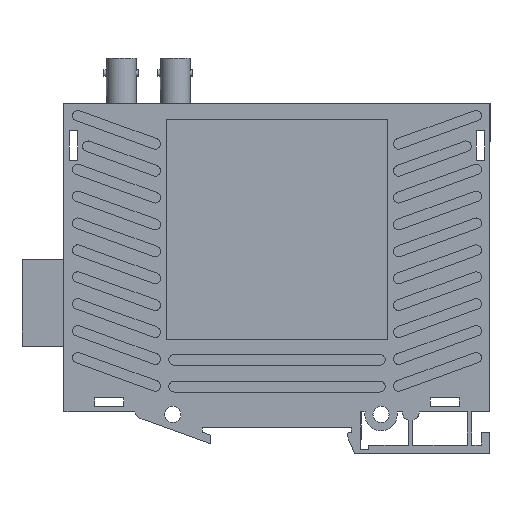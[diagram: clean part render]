
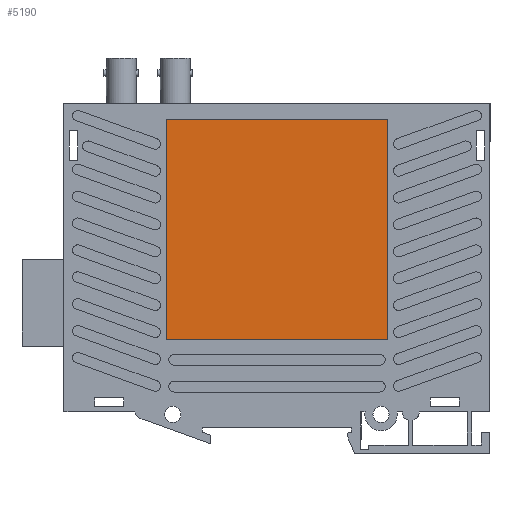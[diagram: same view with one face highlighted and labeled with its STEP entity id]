
A CAD part, left-side view. The second image highlights one B-rep face of the part: STEP entity #5190.
In plain terms, the highlighted planar face has unit normal (-1, 0, 0).
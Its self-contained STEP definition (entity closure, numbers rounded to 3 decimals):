
#144 = EDGE_CURVE ( 'NONE', #6805, #6806, #11116, .T. ) ;
#146 = EDGE_CURVE ( 'NONE', #6806, #6807, #11118, .T. ) ;
#148 = EDGE_CURVE ( 'NONE', #6807, #6808, #11120, .T. ) ;
#150 = EDGE_CURVE ( 'NONE', #6808, #6805, #11122, .T. ) ;
#603 = CARTESIAN_POINT ( 'NONE',  ( -13., -23.313, 27.505 ) ) ;
#604 = DIRECTION ( 'NONE',  ( 0., 0., -1. ) ) ;
#607 = CARTESIAN_POINT ( 'NONE',  ( -13., -23.313, -24.565 ) ) ;
#608 = DIRECTION ( 'NONE',  ( 0., 1., 0. ) ) ;
#611 = CARTESIAN_POINT ( 'NONE',  ( -13., 29.011, -24.565 ) ) ;
#612 = DIRECTION ( 'NONE',  ( 0., 0., 1. ) ) ;
#615 = CARTESIAN_POINT ( 'NONE',  ( -13., 29.011, 27.505 ) ) ;
#616 = DIRECTION ( 'NONE',  ( 0., -1., 0. ) ) ;
#928 = ORIENTED_EDGE ( 'NONE', *, *, #146, .F. ) ;
#930 = ORIENTED_EDGE ( 'NONE', *, *, #144, .F. ) ;
#931 = ORIENTED_EDGE ( 'NONE', *, *, #150, .F. ) ;
#932 = ORIENTED_EDGE ( 'NONE', *, *, #148, .F. ) ;
#2989 = EDGE_LOOP ( 'NONE', ( #930, #931, #932, #928 ) ) ;
#5190 = ADVANCED_FACE ( 'NONE', ( #18721 ), #22128, .F. ) ;
#6805 = VERTEX_POINT ( 'NONE', #25362 ) ;
#6806 = VERTEX_POINT ( 'NONE', #25363 ) ;
#6807 = VERTEX_POINT ( 'NONE', #25364 ) ;
#6808 = VERTEX_POINT ( 'NONE', #25365 ) ;
#11116 = LINE ( 'NONE', #603, #11512 ) ;
#11118 = LINE ( 'NONE', #607, #11514 ) ;
#11120 = LINE ( 'NONE', #611, #11516 ) ;
#11122 = LINE ( 'NONE', #615, #11518 ) ;
#11512 = VECTOR ( 'NONE', #604, 1000. ) ;
#11514 = VECTOR ( 'NONE', #608, 1000. ) ;
#11516 = VECTOR ( 'NONE', #612, 1000. ) ;
#11518 = VECTOR ( 'NONE', #616, 1000. ) ;
#18721 = FACE_OUTER_BOUND ( 'NONE', #2989, .T. ) ;
#20447 = AXIS2_PLACEMENT_3D ( 'NONE', #22129, #22130, #22131 ) ;
#22128 = PLANE ( 'NONE',  #20447 ) ;
#22129 = CARTESIAN_POINT ( 'NONE',  ( -13., -23.313, -24.565 ) ) ;
#22130 = DIRECTION ( 'NONE',  ( 1., 0., 0. ) ) ;
#22131 = DIRECTION ( 'NONE',  ( 0., 0., -1. ) ) ;
#25362 = CARTESIAN_POINT ( 'NONE',  ( -13., -23.313, 27.505 ) ) ;
#25363 = CARTESIAN_POINT ( 'NONE',  ( -13., -23.313, -24.565 ) ) ;
#25364 = CARTESIAN_POINT ( 'NONE',  ( -13., 29.011, -24.565 ) ) ;
#25365 = CARTESIAN_POINT ( 'NONE',  ( -13., 29.011, 27.505 ) ) ;
